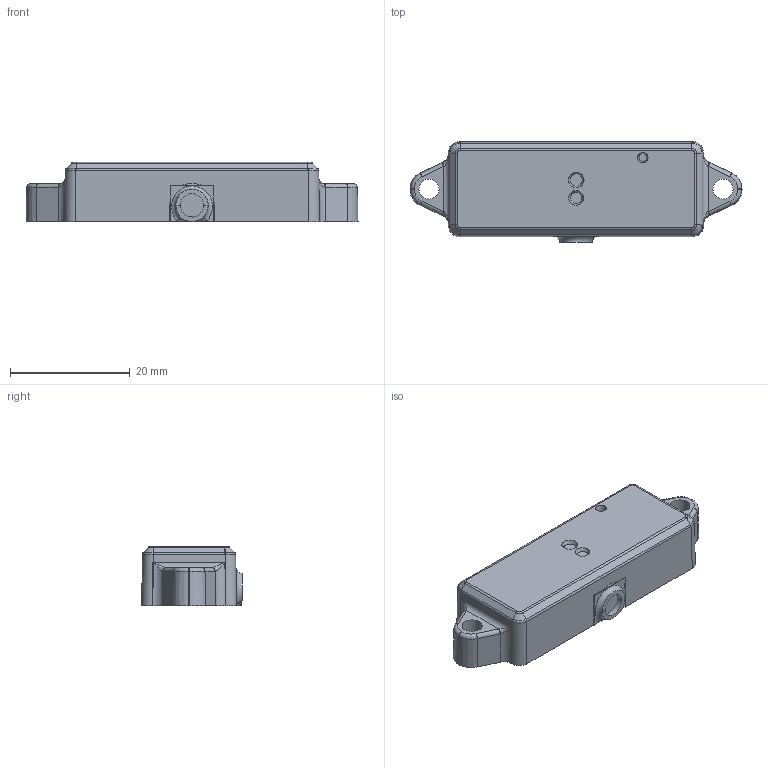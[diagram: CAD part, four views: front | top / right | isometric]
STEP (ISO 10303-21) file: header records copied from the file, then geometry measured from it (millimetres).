
FILE_DESCRIPTION(/* description */ (''),/* implementation_level */ '2;1');
FILE_NAME(/* name */ 'SEN-36005_3D.step',/* time_stamp */ '2022-02-08T08:13:50-06:00',/* author */ (''),/* organization */ (''),/* preprocessor_version */ 'ST-DEVELOPER v18.1',/* originating_system */ 'Autodesk Translation Framework v10.13.0.1454',/* authorisation */ '');
FILE_SCHEMA (('AUTOMOTIVE_DESIGN { 1 0 10303 214 3 1 1 }'));
Length unit declared in the file: millimetre
Products named in the file (3): SEN-36005_InjCase_for_step; Case_MainBody2; Case_BottomCover
Assembly tree (2 placements, depth 2):
  SEN-36005_InjCase_for_step
    Case_MainBody2
    Case_BottomCover
Bounding box: 55.54 x 16.86 x 9.91 mm (x, y, z)
Volume: 5736 mm3; surface area: 4588.3 mm2
Topology: 1 solids, 1 shells, 321 faces, 822 edges, 508 vertices
Faces by surface type: plane 128, bspline 110, cylinder 66, cone 9, torus 8
Full cylindrical faces by diameter (mm): 1.778 x2, 2.438 x2, 3.353 x2, 3.556 x2, 3.901 x1, 4.47 x2
Entity records: 12028 total; most frequent: CARTESIAN_POINT 4788, ORIENTED_EDGE 1632, DIRECTION 1258, EDGE_CURVE 816, VERTEX_POINT 508, LINE 422, VECTOR 422, AXIS2_PLACEMENT_3D 418
